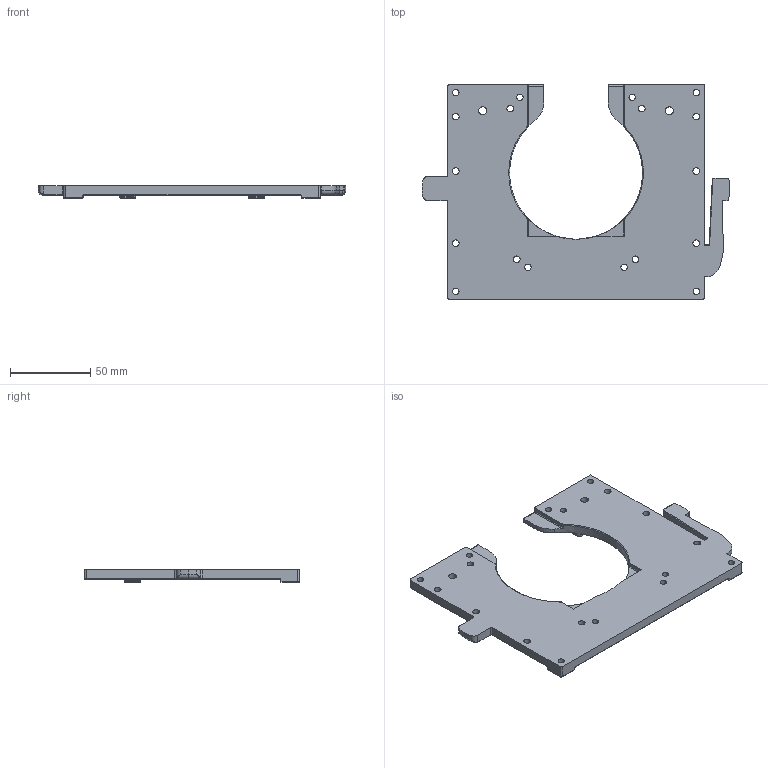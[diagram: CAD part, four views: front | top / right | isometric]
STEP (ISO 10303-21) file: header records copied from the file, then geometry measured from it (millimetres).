
FILE_DESCRIPTION (( 'STEP AP203' ), '1' );
FILE_NAME ('W0003510-002-Back plate 81.STEP', '2024-05-27T12:23:12', ( '' ), ( '' ), 'SwSTEP 2.0', 'SolidWorks 2024', '' );
FILE_SCHEMA (( 'CONFIG_CONTROL_DESIGN' ));
Length unit declared in the file: millimetre
Products named in the file (1): W0003510-002-Back plate 81
Bounding box: 191.93 x 134 x 8 mm (x, y, z)
Volume: 94146.8 mm3; surface area: 38941 mm2
Topology: 1 solids, 1 shells, 264 faces, 656 edges, 375 vertices
Faces by surface type: cylinder 134, plane 46, torus 34, bspline 23, cone 20, sphere 7
Entity records: 8579 total; most frequent: CARTESIAN_POINT 2333, DIRECTION 1348, ORIENTED_EDGE 1274, EDGE_CURVE 637, AXIS2_PLACEMENT_3D 536, VERTEX_POINT 375, EDGE_LOOP 304, CIRCLE 294
